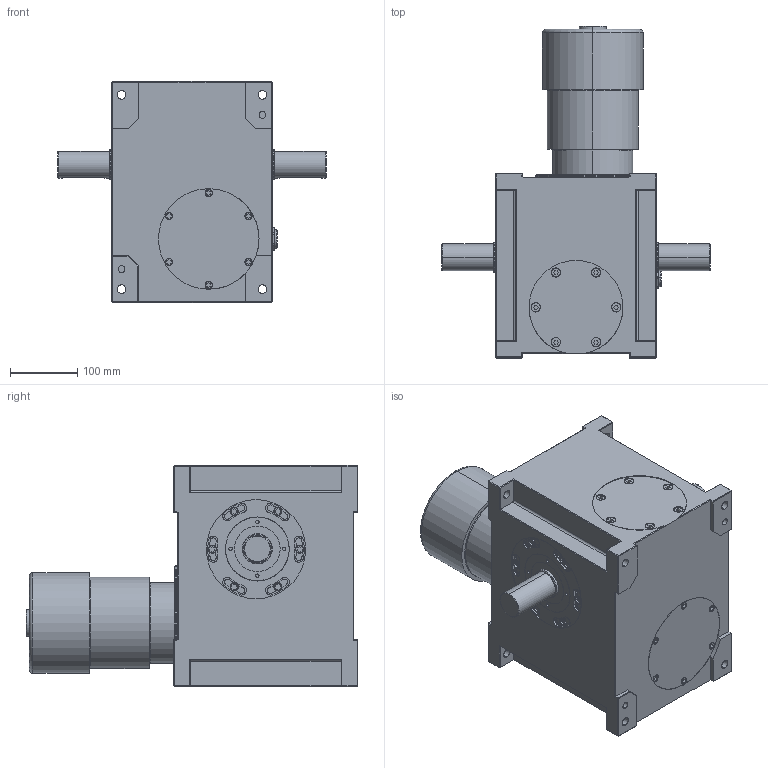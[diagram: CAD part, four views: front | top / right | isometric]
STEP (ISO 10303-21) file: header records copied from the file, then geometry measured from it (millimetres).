
FILE_DESCRIPTION (( 'STEP AP203' ), '1' );
FILE_NAME ('MF110-1.STEP', '2025-06-14T07:48:42', ( '' ), ( '' ), 'SwSTEP 2.0', 'SolidWorks 2018', '' );
FILE_SCHEMA (( 'CONFIG_CONTROL_DESIGN' ));
Length unit declared in the file: millimetre
Products named in the file (1): MF110-1
Bounding box: 400 x 495 x 330 mm (x, y, z)
Volume: 23207648.7 mm3; surface area: 654169 mm2
Topology: 1 solids, 1 shells, 1098 faces, 2682 edges, 1714 vertices
Faces by surface type: plane 658, cylinder 376, cone 35, torus 29
Entity records: 32597 total; most frequent: DIRECTION 5826, CARTESIAN_POINT 5719, ORIENTED_EDGE 5356, EDGE_CURVE 2678, AXIS2_PLACEMENT_3D 2063, VERTEX_POINT 1714, VECTOR 1700, LINE 1700
